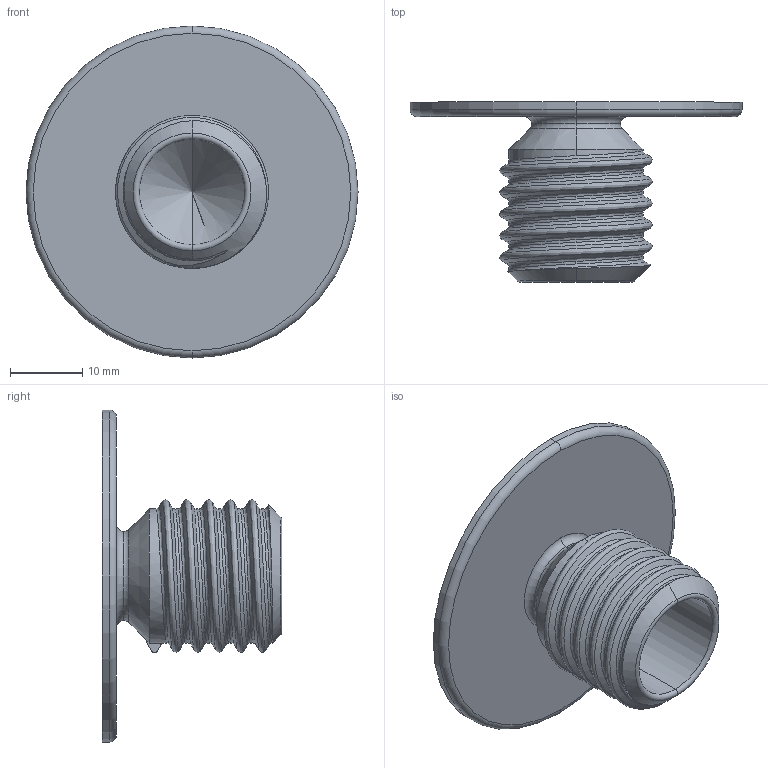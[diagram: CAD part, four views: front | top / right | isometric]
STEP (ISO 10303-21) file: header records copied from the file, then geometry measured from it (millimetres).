
FILE_DESCRIPTION(('FreeCAD Model'),'2;1');
FILE_NAME('light_diffuser.step', '2019-05-27T21:00:08',('Author'),(''), 'Open CASCADE STEP processor 7.3','FreeCAD','Unknown');
FILE_SCHEMA(('AUTOMOTIVE_DESIGN { 1 0 10303 214 1 1 1 1 }'));
Length unit declared in the file: millimetre
Products named in the file (1): LightDiffuser
Bounding box: 46 x 24.92 x 46 mm (x, y, z)
Volume: 6222.6 mm3; surface area: 6335.4 mm2
Topology: 1 solids, 1 shells, 41 faces, 101 edges, 61 vertices
Faces by surface type: cylinder 17, torus 8, cone 7, bspline 6, plane 3
Entity records: 22983 total; most frequent: CARTESIAN_POINT 21175, DIRECTION 271, ORIENTED_EDGE 198, PCURVE 198, DEFINITIONAL_REPRESENTATION 198, LINE 135, VECTOR 135, B_SPLINE_CURVE_WITH_KNOTS 125
